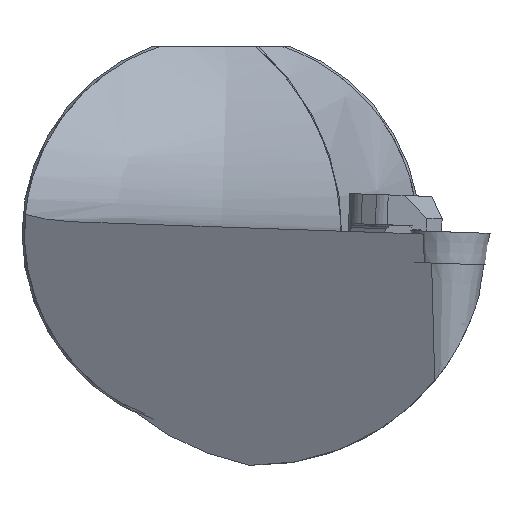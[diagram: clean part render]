
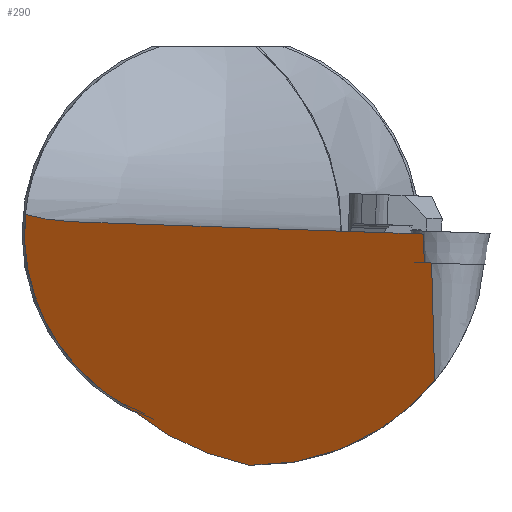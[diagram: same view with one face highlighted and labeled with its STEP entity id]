
A CAD part, left-side view. The second image highlights one B-rep face of the part: STEP entity #290.
In plain terms, the highlighted planar face has unit normal (-0.86, 0.5, -0.104).
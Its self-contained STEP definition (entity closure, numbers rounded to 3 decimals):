
#48=ELLIPSE('',#849,22.977,19.75);
#49=ELLIPSE('',#850,31.832,25.699);
#50=ELLIPSE('',#851,27.107,23.3);
#59=LINE('',#1157,#103);
#60=LINE('',#1187,#104);
#103=VECTOR('',#939,1.);
#104=VECTOR('',#946,1.);
#147=B_SPLINE_CURVE_WITH_KNOTS('',3,(#1160,#1161,#1162,#1163),
 .UNSPECIFIED.,.F.,.F.,(4,4),(0.,1.),.UNSPECIFIED.);
#148=B_SPLINE_CURVE_WITH_KNOTS('',3,(#1165,#1166,#1167,#1168,#1169,#1170,
#1171,#1172,#1173,#1174),.UNSPECIFIED.,.F.,.F.,(4,2,2,2,4),(0.,0.5,0.75,
0.875,1.),.UNSPECIFIED.);
#149=B_SPLINE_CURVE_WITH_KNOTS('',3,(#1178,#1179,#1180,#1181),
 .UNSPECIFIED.,.F.,.F.,(4,4),(0.,1.),.UNSPECIFIED.);
#227=PLANE('',#852);
#247=FACE_OUTER_BOUND('',#351,.T.);
#290=ADVANCED_FACE('',(#247),#227,.F.);
#351=EDGE_LOOP('',(#405,#406,#407,#408,#409,#410,#411,#412));
#405=ORIENTED_EDGE('',*,*,#710,.T.);
#406=ORIENTED_EDGE('',*,*,#711,.T.);
#407=ORIENTED_EDGE('',*,*,#712,.T.);
#408=ORIENTED_EDGE('',*,*,#713,.T.);
#409=ORIENTED_EDGE('',*,*,#714,.T.);
#410=ORIENTED_EDGE('',*,*,#715,.T.);
#411=ORIENTED_EDGE('',*,*,#716,.T.);
#412=ORIENTED_EDGE('',*,*,#717,.T.);
#633=VERTEX_POINT('',#1158);
#634=VERTEX_POINT('',#1159);
#635=VERTEX_POINT('',#1164);
#636=VERTEX_POINT('',#1175);
#637=VERTEX_POINT('',#1177);
#638=VERTEX_POINT('',#1182);
#639=VERTEX_POINT('',#1184);
#640=VERTEX_POINT('',#1186);
#710=EDGE_CURVE('',#633,#634,#59,.T.);
#711=EDGE_CURVE('',#634,#635,#147,.T.);
#712=EDGE_CURVE('',#635,#636,#148,.T.);
#713=EDGE_CURVE('',#636,#637,#48,.T.);
#714=EDGE_CURVE('',#637,#638,#149,.T.);
#715=EDGE_CURVE('',#638,#639,#49,.T.);
#716=EDGE_CURVE('',#639,#640,#50,.T.);
#717=EDGE_CURVE('',#640,#633,#60,.T.);
#849=AXIS2_PLACEMENT_3D('',#1176,#940,#941);
#850=AXIS2_PLACEMENT_3D('',#1183,#942,#943);
#851=AXIS2_PLACEMENT_3D('',#1185,#944,#945);
#852=AXIS2_PLACEMENT_3D('',#1188,#947,#948);
#939=DIRECTION('',(0.5,0.865,0.03));
#940=DIRECTION('',(-0.86,0.5,-0.104));
#941=DIRECTION('',(-0.511,-0.841,0.176));
#942=DIRECTION('',(-0.86,0.5,-0.104));
#943=DIRECTION('',(-0.511,-0.841,0.176));
#944=DIRECTION('',(-0.86,0.5,-0.104));
#945=DIRECTION('',(-0.511,-0.841,0.176));
#946=DIRECTION('',(-0.106,0.026,0.994));
#947=DIRECTION('',(0.86,-0.5,0.104));
#948=DIRECTION('',(0.503,0.864,0.));
#1157=CARTESIAN_POINT('',(0.961,-21.138,-2.977));
#1158=CARTESIAN_POINT('',(0.961,-21.138,-2.977));
#1159=CARTESIAN_POINT('',(1.383,-20.407,-2.952));
#1160=CARTESIAN_POINT('',(1.383,-20.407,-2.952));
#1161=CARTESIAN_POINT('',(1.287,-20.37,-1.99));
#1162=CARTESIAN_POINT('',(1.192,-20.333,-1.028));
#1163=CARTESIAN_POINT('',(1.097,-20.296,-0.067));
#1164=CARTESIAN_POINT('',(1.097,-20.296,-0.067));
#1165=CARTESIAN_POINT('',(1.097,-20.296,-0.067));
#1166=CARTESIAN_POINT('',(4.947,-13.631,0.166));
#1167=CARTESIAN_POINT('',(8.797,-6.966,0.399));
#1168=CARTESIAN_POINT('',(14.573,3.031,0.748));
#1169=CARTESIAN_POINT('',(16.498,6.363,0.865));
#1170=CARTESIAN_POINT('',(19.385,11.362,1.04));
#1171=CARTESIAN_POINT('',(20.349,13.028,1.092));
#1172=CARTESIAN_POINT('',(22.273,16.361,1.221));
#1173=CARTESIAN_POINT('',(23.222,18.035,1.425));
#1174=CARTESIAN_POINT('',(24.108,19.658,1.906));
#1175=CARTESIAN_POINT('',(24.108,19.658,1.906));
#1176=CARTESIAN_POINT('',(12.9,0.,0.));
#1177=CARTESIAN_POINT('',(20.768,9.958,-17.056));
#1178=CARTESIAN_POINT('',(20.768,9.958,-17.056));
#1179=CARTESIAN_POINT('',(20.589,9.609,-17.26));
#1180=CARTESIAN_POINT('',(20.423,9.274,-17.492));
#1181=CARTESIAN_POINT('',(20.268,8.953,-17.754));
#1182=CARTESIAN_POINT('',(20.268,8.953,-17.754));
#1183=CARTESIAN_POINT('',(7.317,-9.193,1.92));
#1184=CARTESIAN_POINT('',(14.057,-2.876,-23.293));
#1185=CARTESIAN_POINT('',(10.892,-3.45,0.));
#1186=CARTESIAN_POINT('',(2.215,-21.45,-14.795));
#1187=CARTESIAN_POINT('',(0.961,-21.138,-2.977));
#1188=CARTESIAN_POINT('',(0.961,-21.138,-2.977));
